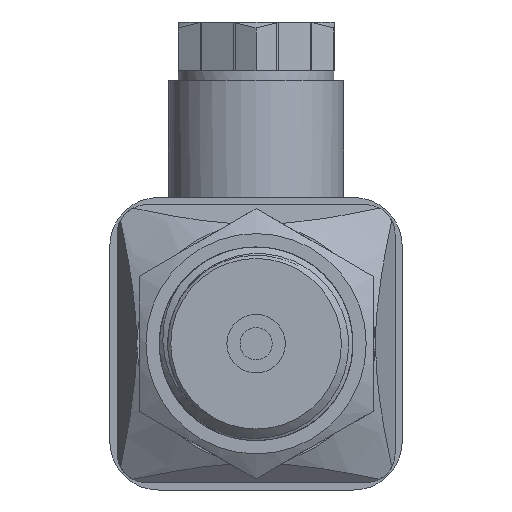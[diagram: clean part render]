
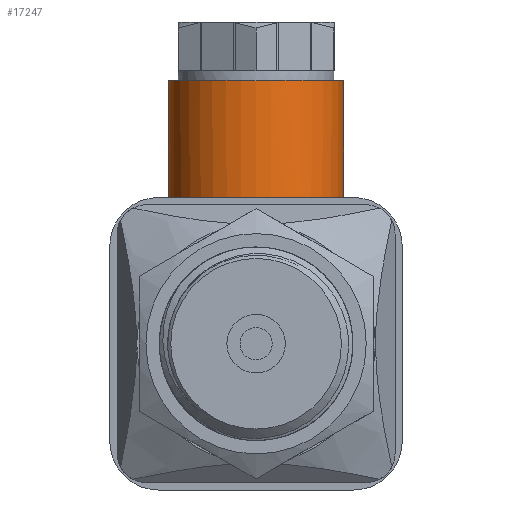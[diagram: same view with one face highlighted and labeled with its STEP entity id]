
A CAD part, left-side view. The second image highlights one B-rep face of the part: STEP entity #17247.
In plain terms, the highlighted cylindrical face has radius 9 mm (diameter 18 mm), a full revolution.
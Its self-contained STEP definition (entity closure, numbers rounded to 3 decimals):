
#1976=FACE_OUTER_BOUND('',#3051,.T.);
#3051=EDGE_LOOP('',(#16001,#16002,#16003,#16004,#16005,#16006,#16007));
#3359=CIRCLE('',#18300,9.);
#3360=CIRCLE('',#18301,9.);
#3385=CIRCLE('',#18382,9.);
#4049=B_SPLINE_CURVE_WITH_KNOTS('',3,(#36600,#36601,#36602,#36603,#36604,
#36605,#36606,#36607,#36608,#36609),.UNSPECIFIED.,.F.,.F.,(4,2,1,1,1,1,
4),(-0.002,0.,0.204,0.408,0.611,
0.815,1.019),.UNSPECIFIED.);
#4050=B_SPLINE_CURVE_WITH_KNOTS('',3,(#36678,#36679,#36680,#36681,#36682,
#36683,#36684,#36685,#36686,#36687,#36688,#36689),.UNSPECIFIED.,.F.,.F.,
(4,1,1,1,1,1,1,2,4),(0.,0.204,0.306,
0.408,0.509,0.611,0.815,
1.019,1.02),.UNSPECIFIED.);
#5500=LINE('',#37041,#6968);
#6968=VECTOR('',#21904,9.);
#8232=VERTEX_POINT('',#34041);
#8496=VERTEX_POINT('',#36598);
#8497=VERTEX_POINT('',#36611);
#8499=VERTEX_POINT('',#36615);
#8590=VERTEX_POINT('',#37039);
#10920=EDGE_CURVE('',#8232,#8496,#4049,.T.);
#10923=EDGE_CURVE('',#8496,#8499,#3359,.T.);
#10924=EDGE_CURVE('',#8499,#8497,#3360,.T.);
#10925=EDGE_CURVE('',#8497,#8232,#4050,.T.);
#11070=EDGE_CURVE('',#8590,#8590,#3385,.T.);
#11071=EDGE_CURVE('',#8590,#8499,#5500,.T.);
#16001=ORIENTED_EDGE('',*,*,#11070,.F.);
#16002=ORIENTED_EDGE('',*,*,#11071,.T.);
#16003=ORIENTED_EDGE('',*,*,#10923,.F.);
#16004=ORIENTED_EDGE('',*,*,#10920,.F.);
#16005=ORIENTED_EDGE('',*,*,#10925,.F.);
#16006=ORIENTED_EDGE('',*,*,#10924,.F.);
#16007=ORIENTED_EDGE('',*,*,#11071,.F.);
#16290=CYLINDRICAL_SURFACE('',#18381,9.);
#17247=ADVANCED_FACE('',(#1976),#16290,.T.);
#18300=AXIS2_PLACEMENT_3D('',#36616,#21643,#21644);
#18301=AXIS2_PLACEMENT_3D('',#36617,#21645,#21646);
#18381=AXIS2_PLACEMENT_3D('',#37038,#21900,#21901);
#18382=AXIS2_PLACEMENT_3D('',#37040,#21902,#21903);
#21643=DIRECTION('center_axis',(0.,0.,-1.));
#21644=DIRECTION('ref_axis',(1.,0.,0.));
#21645=DIRECTION('center_axis',(0.,0.,-1.));
#21646=DIRECTION('ref_axis',(1.,0.,0.));
#21900=DIRECTION('center_axis',(0.,0.,1.));
#21901=DIRECTION('ref_axis',(-1.,0.,0.));
#21902=DIRECTION('center_axis',(0.,0.,1.));
#21903=DIRECTION('ref_axis',(-1.,0.,0.));
#21904=DIRECTION('',(0.,0.,-1.));
#34041=CARTESIAN_POINT('',(-28.,0.,10.5));
#36598=CARTESIAN_POINT('',(-24.4,7.2,14.5));
#36600=CARTESIAN_POINT('Ctrl Pts',(-28.,0.,10.5));
#36601=CARTESIAN_POINT('Ctrl Pts',(-28.,0.004,10.503));
#36602=CARTESIAN_POINT('Ctrl Pts',(-28.,0.008,
10.505));
#36603=CARTESIAN_POINT('Ctrl Pts',(-27.999,0.528,
10.871));
#36604=CARTESIAN_POINT('Ctrl Pts',(-27.909,1.565,11.599));
#36605=CARTESIAN_POINT('Ctrl Pts',(-27.501,3.098,12.639));
#36606=CARTESIAN_POINT('Ctrl Pts',(-26.801,4.592,13.566));
#36607=CARTESIAN_POINT('Ctrl Pts',(-25.787,6.,14.28));
#36608=CARTESIAN_POINT('Ctrl Pts',(-24.889,6.833,14.5));
#36609=CARTESIAN_POINT('Ctrl Pts',(-24.4,7.2,14.5));
#36611=CARTESIAN_POINT('',(-24.4,-7.2,14.5));
#36615=CARTESIAN_POINT('',(-10.,0.,14.5));
#36616=CARTESIAN_POINT('Origin',(-19.,0.,14.5));
#36617=CARTESIAN_POINT('Origin',(-19.,0.,14.5));
#36678=CARTESIAN_POINT('Ctrl Pts',(-24.4,-7.2,14.5));
#36679=CARTESIAN_POINT('Ctrl Pts',(-24.889,-6.833,
14.5));
#36680=CARTESIAN_POINT('Ctrl Pts',(-25.563,-6.207,
14.335));
#36681=CARTESIAN_POINT('Ctrl Pts',(-26.294,-5.296,
13.923));
#36682=CARTESIAN_POINT('Ctrl Pts',(-26.763,-4.579,
13.539));
#36683=CARTESIAN_POINT('Ctrl Pts',(-27.15,-3.846,
13.104));
#36684=CARTESIAN_POINT('Ctrl Pts',(-27.569,-2.842,
12.466));
#36685=CARTESIAN_POINT('Ctrl Pts',(-27.909,-1.565,
11.6));
#36686=CARTESIAN_POINT('Ctrl Pts',(-27.999,-0.528,
10.871));
#36687=CARTESIAN_POINT('Ctrl Pts',(-28.,-0.008,
10.505));
#36688=CARTESIAN_POINT('Ctrl Pts',(-28.,-0.004,10.503));
#36689=CARTESIAN_POINT('Ctrl Pts',(-28.,0.,10.5));
#37038=CARTESIAN_POINT('Origin',(-19.,0.,13.5));
#37039=CARTESIAN_POINT('',(-10.,0.,27.));
#37040=CARTESIAN_POINT('Origin',(-19.,0.,27.));
#37041=CARTESIAN_POINT('',(-10.,0.,13.5));
